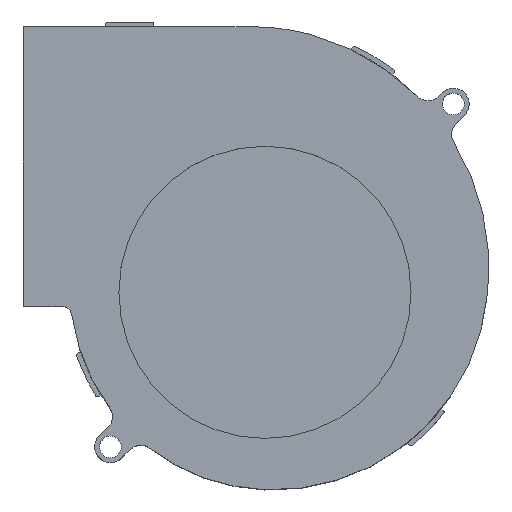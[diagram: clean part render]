
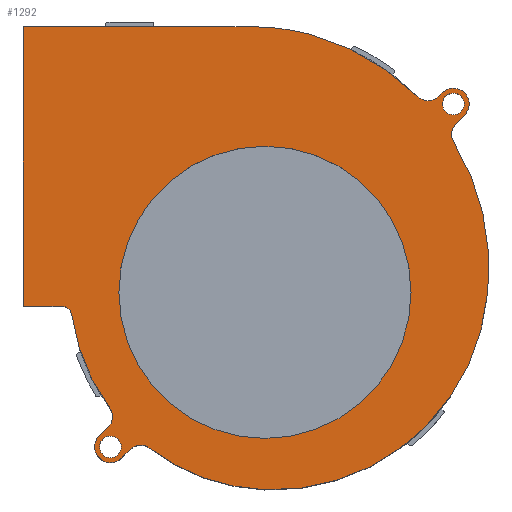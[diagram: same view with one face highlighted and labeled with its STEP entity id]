
A CAD part, top view. The second image highlights one B-rep face of the part: STEP entity #1292.
In plain terms, the highlighted planar face has unit normal (0, 0, 1).
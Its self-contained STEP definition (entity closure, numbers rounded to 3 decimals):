
#264=DIRECTION('',(-1.,0.,0.));
#265=VECTOR('',#264,47.328);
#266=CARTESIAN_POINT('',(-2.672,55.,17.35));
#267=LINE('',#266,#265);
#268=CARTESIAN_POINT('',(-2.672,8.835,17.35));
#269=DIRECTION('',(0.,0.,1.));
#270=DIRECTION('',(0.262,0.965,0.));
#271=AXIS2_PLACEMENT_3D('',#268,#269,#270);
#273=CARTESIAN_POINT('',(-3.7,5.04,17.35));
#274=DIRECTION('',(0.,0.,1.));
#275=DIRECTION('',(0.706,0.708,0.));
#276=AXIS2_PLACEMENT_3D('',#273,#274,#275);
#278=CARTESIAN_POINT('',(33.783,42.647,17.35));
#279=DIRECTION('',(0.,0.,-1.));
#280=DIRECTION('',(0.711,-0.703,0.));
#281=AXIS2_PLACEMENT_3D('',#278,#279,#280);
#283=DIRECTION('',(-0.703,-0.711,0.));
#284=VECTOR('',#283,1.073);
#285=CARTESIAN_POINT('',(36.671,41.302,17.35));
#286=LINE('',#285,#284);
#287=CARTESIAN_POINT('',(39.,39.,17.35));
#288=DIRECTION('',(0.,0.,1.));
#289=DIRECTION('',(0.711,-0.703,0.));
#290=AXIS2_PLACEMENT_3D('',#287,#288,#289);
#292=DIRECTION('',(0.703,0.711,0.));
#293=VECTOR('',#292,2.632);
#294=CARTESIAN_POINT('',(39.479,34.826,17.35));
#295=LINE('',#294,#293);
#296=CARTESIAN_POINT('',(41.613,32.717,17.35));
#297=DIRECTION('',(0.,0.,-1.));
#298=DIRECTION('',(-0.853,-0.521,0.));
#299=AXIS2_PLACEMENT_3D('',#296,#297,#298);
#301=CARTESIAN_POINT('',(-3.7,5.04,17.35));
#302=DIRECTION('',(0.,0.,1.));
#303=DIRECTION('',(0.967,-0.256,0.));
#304=AXIS2_PLACEMENT_3D('',#301,#302,#303);
#306=CARTESIAN_POINT('',(1.7,3.607,17.35));
#307=DIRECTION('',(0.,0.,1.));
#308=DIRECTION('',(-0.038,-0.999,0.));
#309=AXIS2_PLACEMENT_3D('',#306,#307,#308);
#311=CARTESIAN_POINT('',(1.604,1.099,17.35));
#312=DIRECTION('',(0.,0.,1.));
#313=DIRECTION('',(-0.608,-0.794,0.));
#314=AXIS2_PLACEMENT_3D('',#311,#312,#313);
#316=CARTESIAN_POINT('',(-25.762,-34.624,17.35));
#317=DIRECTION('',(0.,0.,-1.));
#318=DIRECTION('',(-0.705,0.709,0.));
#319=AXIS2_PLACEMENT_3D('',#316,#317,#318);
#321=DIRECTION('',(0.709,0.705,0.));
#322=VECTOR('',#321,2.577);
#323=CARTESIAN_POINT('',(-29.704,-34.311,17.35));
#324=LINE('',#323,#322);
#325=CARTESIAN_POINT('',(-32.,-32.,17.35));
#326=DIRECTION('',(0.,0.,1.));
#327=DIRECTION('',(-0.705,0.709,0.));
#328=AXIS2_PLACEMENT_3D('',#325,#326,#327);
#330=DIRECTION('',(-0.709,-0.705,0.));
#331=VECTOR('',#330,2.633);
#332=CARTESIAN_POINT('',(-32.428,-27.833,17.35));
#333=LINE('',#332,#331);
#334=CARTESIAN_POINT('',(-34.542,-25.705,17.35));
#335=DIRECTION('',(0.,0.,-1.));
#336=DIRECTION('',(0.803,0.596,0.));
#337=AXIS2_PLACEMENT_3D('',#334,#335,#336);
#339=CARTESIAN_POINT('',(1.604,1.099,17.35));
#340=DIRECTION('',(0.,0.,1.));
#341=DIRECTION('',(-0.991,-0.136,0.));
#342=AXIS2_PLACEMENT_3D('',#339,#340,#341);
#344=CARTESIAN_POINT('',(-41.985,-4.9,17.35));
#345=DIRECTION('',(0.,0.,-1.));
#346=DIRECTION('',(0.,1.,0.));
#347=AXIS2_PLACEMENT_3D('',#344,#345,#346);
#349=DIRECTION('',(1.,0.,0.));
#350=VECTOR('',#349,8.015);
#351=CARTESIAN_POINT('',(-50.,-2.9,17.35));
#352=LINE('',#351,#350);
#353=DIRECTION('',(0.,-1.,0.));
#354=VECTOR('',#353,57.9);
#355=CARTESIAN_POINT('',(-50.,55.,17.35));
#356=LINE('',#355,#354);
#357=CARTESIAN_POINT('',(0.,0.,17.35));
#358=DIRECTION('',(0.,0.,1.));
#359=DIRECTION('',(1.,0.,0.));
#360=AXIS2_PLACEMENT_3D('',#357,#358,#359);
#362=CARTESIAN_POINT('',(0.,0.,17.35));
#363=DIRECTION('',(0.,0.,1.));
#364=DIRECTION('',(-1.,0.,0.));
#365=AXIS2_PLACEMENT_3D('',#362,#363,#364);
#367=CARTESIAN_POINT('',(39.,39.,17.35));
#368=DIRECTION('',(0.,0.,1.));
#369=DIRECTION('',(0.,1.,0.));
#370=AXIS2_PLACEMENT_3D('',#367,#368,#369);
#372=CARTESIAN_POINT('',(39.,39.,17.35));
#373=DIRECTION('',(0.,0.,1.));
#374=DIRECTION('',(0.,-1.,0.));
#375=AXIS2_PLACEMENT_3D('',#372,#373,#374);
#377=CARTESIAN_POINT('',(-32.,-32.,17.35));
#378=DIRECTION('',(0.,0.,1.));
#379=DIRECTION('',(0.,1.,0.));
#380=AXIS2_PLACEMENT_3D('',#377,#378,#379);
#382=CARTESIAN_POINT('',(-32.,-32.,17.35));
#383=DIRECTION('',(0.,0.,1.));
#384=DIRECTION('',(0.,-1.,0.));
#385=AXIS2_PLACEMENT_3D('',#382,#383,#384);
#707=CARTESIAN_POINT('',(-2.672,55.,17.35));
#708=CARTESIAN_POINT('',(-50.,55.,17.35));
#709=VERTEX_POINT('',#707);
#710=VERTEX_POINT('',#708);
#711=CARTESIAN_POINT('',(-50.,-2.9,17.35));
#712=VERTEX_POINT('',#711);
#713=CARTESIAN_POINT('',(-41.985,-2.9,17.35));
#714=VERTEX_POINT('',#713);
#715=CARTESIAN_POINT('',(-40.004,-4.627,17.35));
#716=VERTEX_POINT('',#715);
#717=CARTESIAN_POINT('',(-32.132,-23.918,17.35));
#718=VERTEX_POINT('',#717);
#719=CARTESIAN_POINT('',(-32.428,-27.833,17.35));
#720=VERTEX_POINT('',#719);
#721=CARTESIAN_POINT('',(-34.296,-29.689,17.35));
#722=VERTEX_POINT('',#721);
#723=CARTESIAN_POINT('',(-29.704,-34.311,17.35));
#724=VERTEX_POINT('',#723);
#725=CARTESIAN_POINT('',(-27.876,-32.495,17.35));
#726=VERTEX_POINT('',#725);
#727=CARTESIAN_POINT('',(-23.937,-32.242,17.35));
#728=VERTEX_POINT('',#727);
#729=CARTESIAN_POINT('',(0.,-40.87,17.35));
#730=VERTEX_POINT('',#729);
#731=CARTESIAN_POINT('',(44.722,-7.807,17.35));
#732=VERTEX_POINT('',#731);
#733=CARTESIAN_POINT('',(39.052,31.154,17.35));
#734=VERTEX_POINT('',#733);
#735=CARTESIAN_POINT('',(39.479,34.826,17.35));
#736=VERTEX_POINT('',#735);
#737=CARTESIAN_POINT('',(41.329,36.698,17.35));
#738=VERTEX_POINT('',#737);
#739=CARTESIAN_POINT('',(36.671,41.302,17.35));
#740=VERTEX_POINT('',#739);
#741=CARTESIAN_POINT('',(35.917,40.538,17.35));
#742=VERTEX_POINT('',#741);
#743=CARTESIAN_POINT('',(31.665,40.522,17.35));
#744=VERTEX_POINT('',#743);
#745=CARTESIAN_POINT('',(9.401,53.394,17.35));
#746=VERTEX_POINT('',#745);
#751=CARTESIAN_POINT('',(30.25,0.,17.35));
#752=CARTESIAN_POINT('',(-30.25,0.,17.35));
#753=VERTEX_POINT('',#751);
#754=VERTEX_POINT('',#752);
#859=CARTESIAN_POINT('',(39.,41.25,17.35));
#860=CARTESIAN_POINT('',(39.,36.75,17.35));
#861=VERTEX_POINT('',#859);
#862=VERTEX_POINT('',#860);
#863=CARTESIAN_POINT('',(-32.,-29.75,17.35));
#864=CARTESIAN_POINT('',(-32.,-34.25,17.35));
#865=VERTEX_POINT('',#863);
#866=VERTEX_POINT('',#864);
#1247=CARTESIAN_POINT('',(0.,0.,17.35));
#1248=DIRECTION('',(0.,0.,1.));
#1249=DIRECTION('',(1.,0.,0.));
#1250=AXIS2_PLACEMENT_3D('',#1247,#1248,#1249);
#1251=PLANE('',#1250);
#1252=ORIENTED_EDGE('',*,*,#935,.F.);
#1253=ORIENTED_EDGE('',*,*,#960,.F.);
#1254=ORIENTED_EDGE('',*,*,#974,.F.);
#1255=ORIENTED_EDGE('',*,*,#998,.F.);
#1256=ORIENTED_EDGE('',*,*,#1012,.F.);
#1257=ORIENTED_EDGE('',*,*,#1026,.F.);
#1258=ORIENTED_EDGE('',*,*,#1040,.F.);
#1259=ORIENTED_EDGE('',*,*,#1054,.F.);
#1260=ORIENTED_EDGE('',*,*,#1068,.F.);
#1261=ORIENTED_EDGE('',*,*,#1082,.F.);
#1262=ORIENTED_EDGE('',*,*,#1106,.F.);
#1263=ORIENTED_EDGE('',*,*,#1120,.F.);
#1264=ORIENTED_EDGE('',*,*,#1134,.F.);
#1265=ORIENTED_EDGE('',*,*,#1148,.F.);
#1266=ORIENTED_EDGE('',*,*,#1162,.F.);
#1267=ORIENTED_EDGE('',*,*,#1176,.F.);
#1268=ORIENTED_EDGE('',*,*,#1190,.F.);
#1269=ORIENTED_EDGE('',*,*,#1214,.F.);
#1270=ORIENTED_EDGE('',*,*,#1228,.F.);
#1271=ORIENTED_EDGE('',*,*,#1241,.F.);
#1272=EDGE_LOOP('',(#1252,#1253,#1254,#1255,#1256,#1257,#1258,#1259,#1260,#1261,#1262,#1263,#1264,#1265,#1266,#1267,#1268,#1269,#1270,#1271));
#1273=FACE_OUTER_BOUND('',#1272,.F.);
#1275=ORIENTED_EDGE('',*,*,#1274,.T.);
#1277=ORIENTED_EDGE('',*,*,#1276,.T.);
#1278=EDGE_LOOP('',(#1275,#1277));
#1279=FACE_BOUND('',#1278,.F.);
#1281=ORIENTED_EDGE('',*,*,#1280,.T.);
#1283=ORIENTED_EDGE('',*,*,#1282,.T.);
#1284=EDGE_LOOP('',(#1281,#1283));
#1285=FACE_BOUND('',#1284,.F.);
#1287=ORIENTED_EDGE('',*,*,#1286,.T.);
#1289=ORIENTED_EDGE('',*,*,#1288,.T.);
#1290=EDGE_LOOP('',(#1287,#1289));
#1291=FACE_BOUND('',#1290,.F.);
#1292=ADVANCED_FACE('',(#1273,#1279,#1285,#1291),#1251,.T.);
#272=CIRCLE('',#271,46.165);
#277=CIRCLE('',#276,50.097);
#282=CIRCLE('',#281,3.);
#291=CIRCLE('',#290,3.274);
#300=CIRCLE('',#299,3.);
#305=CIRCLE('',#304,50.097);
#310=CIRCLE('',#309,44.51);
#315=CIRCLE('',#314,42.);
#320=CIRCLE('',#319,3.);
#329=CIRCLE('',#328,3.258);
#338=CIRCLE('',#337,3.);
#343=CIRCLE('',#342,42.);
#348=CIRCLE('',#347,2.);
#361=CIRCLE('',#360,30.25);
#366=CIRCLE('',#365,30.25);
#371=CIRCLE('',#370,2.25);
#376=CIRCLE('',#375,2.25);
#381=CIRCLE('',#380,2.25);
#386=CIRCLE('',#385,2.25);
#935=EDGE_CURVE('',#709,#710,#267,.T.);
#960=EDGE_CURVE('',#746,#709,#272,.T.);
#974=EDGE_CURVE('',#744,#746,#277,.T.);
#998=EDGE_CURVE('',#742,#744,#282,.T.);
#1012=EDGE_CURVE('',#740,#742,#286,.T.);
#1026=EDGE_CURVE('',#738,#740,#291,.T.);
#1040=EDGE_CURVE('',#736,#738,#295,.T.);
#1054=EDGE_CURVE('',#734,#736,#300,.T.);
#1068=EDGE_CURVE('',#732,#734,#305,.T.);
#1082=EDGE_CURVE('',#730,#732,#310,.T.);
#1106=EDGE_CURVE('',#728,#730,#315,.T.);
#1120=EDGE_CURVE('',#726,#728,#320,.T.);
#1134=EDGE_CURVE('',#724,#726,#324,.T.);
#1148=EDGE_CURVE('',#722,#724,#329,.T.);
#1162=EDGE_CURVE('',#720,#722,#333,.T.);
#1176=EDGE_CURVE('',#718,#720,#338,.T.);
#1190=EDGE_CURVE('',#716,#718,#343,.T.);
#1214=EDGE_CURVE('',#714,#716,#348,.T.);
#1228=EDGE_CURVE('',#712,#714,#352,.T.);
#1241=EDGE_CURVE('',#710,#712,#356,.T.);
#1274=EDGE_CURVE('',#753,#754,#361,.T.);
#1276=EDGE_CURVE('',#754,#753,#366,.T.);
#1280=EDGE_CURVE('',#861,#862,#371,.T.);
#1282=EDGE_CURVE('',#862,#861,#376,.T.);
#1286=EDGE_CURVE('',#865,#866,#381,.T.);
#1288=EDGE_CURVE('',#866,#865,#386,.T.);
